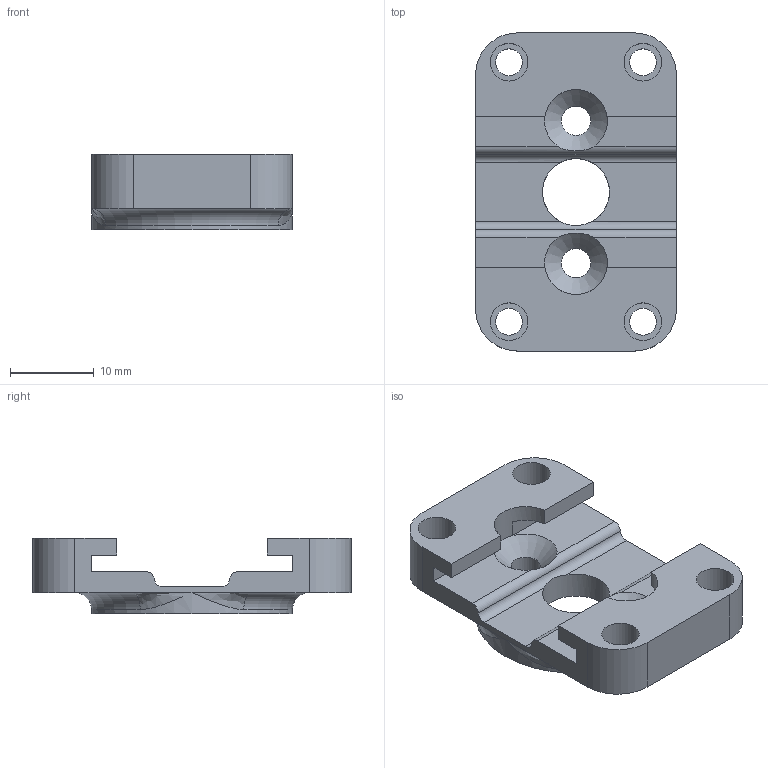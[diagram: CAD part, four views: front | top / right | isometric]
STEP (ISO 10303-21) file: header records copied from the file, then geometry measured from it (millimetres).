
FILE_DESCRIPTION(('FreeCAD Model'),'2;1');
FILE_NAME('Open CASCADE Shape Model','2024-08-14T08:15:58',('Author'),( ''),'Open CASCADE STEP processor 7.6','FreeCAD','Unknown');
FILE_SCHEMA(('AUTOMOTIVE_DESIGN { 1 0 10303 214 1 1 1 1 }'));
Length unit declared in the file: millimetre
Products named in the file (1): angle_sensor_holder_wrist v1
Bounding box: 24 x 38 x 9 mm (x, y, z)
Volume: 3807.9 mm3; surface area: 3251 mm2
Topology: 1 solids, 1 shells, 61 faces, 165 edges, 103 vertices
Faces by surface type: plane 31, cylinder 22, bspline 4, cone 2, torus 2
Full cylindrical faces by diameter (mm): 3.2 x4, 3.5 x2, 4.5 x4, 8 x1, 24 x1
Entity records: 2170 total; most frequent: CARTESIAN_POINT 580, DIRECTION 332, ORIENTED_EDGE 322, EDGE_CURVE 161, AXIS2_PLACEMENT_3D 121, VERTEX_POINT 103, LINE 90, VECTOR 90
